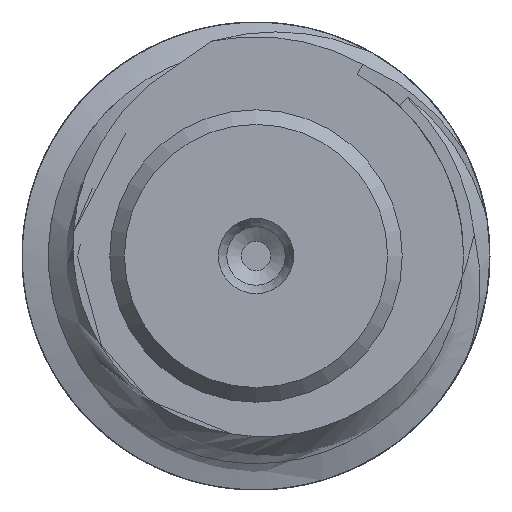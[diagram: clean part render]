
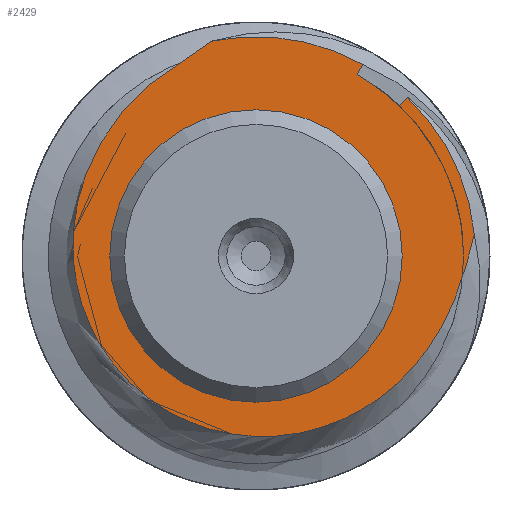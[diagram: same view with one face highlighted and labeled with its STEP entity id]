
A CAD part, front view. The second image highlights one B-rep face of the part: STEP entity #2429.
In plain terms, the highlighted planar face has unit normal (0, -1, 0).
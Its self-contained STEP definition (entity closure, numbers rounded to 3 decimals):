
#42=FACE_BOUND('',#320,.T.);
#48=PLANE('',#2591);
#181=FACE_OUTER_BOUND('',#319,.T.);
#319=EDGE_LOOP('',(#1866,#1867,#1868,#1869,#1870,#1871));
#320=EDGE_LOOP('',(#1872));
#364=CIRCLE('',#2483,7.1);
#374=CIRCLE('',#2592,7.5);
#375=CIRCLE('',#2593,7.5);
#376=CIRCLE('',#2594,5.);
#581=B_SPLINE_CURVE_WITH_KNOTS('',3,(#10016,#10017,#10018,#10019,#10020,
#10021,#10022,#10023,#10024,#10025,#10026,#10027,#10028,#10029,#10030,#10031,
#10032,#10033,#10034,#10035,#10036,#10037,#10038,#10039,#10040,#10041,#10042,
#10043,#10044,#10045,#10046,#10047),.UNSPECIFIED.,.F.,.F.,(4,2,2,2,2,2,
2,2,2,2,2,2,2,2,2,4),(-2.486,-2.142,-2.051,
-1.812,-1.696,-1.585,-1.36,-1.253,
-1.147,-0.941,-0.885,-0.652,
-0.594,-0.353,-0.161,0.),
 .UNSPECIFIED.);
#699=LINE('',#10011,#813);
#700=LINE('',#10013,#814);
#813=VECTOR('',#2967,10.);
#814=VECTOR('',#2968,10.);
#833=VERTEX_POINT('',#3098);
#834=VERTEX_POINT('',#3109);
#1042=VERTEX_POINT('',#10008);
#1043=VERTEX_POINT('',#10009);
#1044=VERTEX_POINT('',#10012);
#1045=VERTEX_POINT('',#10014);
#1046=VERTEX_POINT('',#10048);
#1084=EDGE_CURVE('',#834,#833,#364,.T.);
#1389=EDGE_CURVE('',#1042,#1043,#374,.T.);
#1390=EDGE_CURVE('',#1043,#834,#699,.T.);
#1391=EDGE_CURVE('',#833,#1044,#700,.T.);
#1392=EDGE_CURVE('',#1044,#1045,#375,.T.);
#1393=EDGE_CURVE('',#1045,#1042,#581,.T.);
#1394=EDGE_CURVE('',#1046,#1046,#376,.T.);
#1866=ORIENTED_EDGE('',*,*,#1389,.T.);
#1867=ORIENTED_EDGE('',*,*,#1390,.T.);
#1868=ORIENTED_EDGE('',*,*,#1084,.T.);
#1869=ORIENTED_EDGE('',*,*,#1391,.T.);
#1870=ORIENTED_EDGE('',*,*,#1392,.T.);
#1871=ORIENTED_EDGE('',*,*,#1393,.T.);
#1872=ORIENTED_EDGE('',*,*,#1394,.T.);
#2429=ADVANCED_FACE('',(#181,#42),#48,.T.);
#2483=AXIS2_PLACEMENT_3D('',#3110,#2652,#2653);
#2591=AXIS2_PLACEMENT_3D('',#10007,#2963,#2964);
#2592=AXIS2_PLACEMENT_3D('',#10010,#2965,#2966);
#2593=AXIS2_PLACEMENT_3D('',#10015,#2969,#2970);
#2594=AXIS2_PLACEMENT_3D('',#10049,#2971,#2972);
#2652=DIRECTION('center_axis',(0.,-1.,0.));
#2653=DIRECTION('ref_axis',(-1.,0.,0.));
#2963=DIRECTION('center_axis',(0.,-1.,0.));
#2964=DIRECTION('ref_axis',(0.,0.,-1.));
#2965=DIRECTION('center_axis',(0.,-1.,0.));
#2966=DIRECTION('ref_axis',(1.,0.,0.));
#2967=DIRECTION('',(-0.689,0.,-0.724));
#2968=DIRECTION('',(0.487,0.,0.873));
#2969=DIRECTION('center_axis',(0.,-1.,0.));
#2970=DIRECTION('ref_axis',(1.,0.,0.));
#2971=DIRECTION('center_axis',(0.,1.,0.));
#2972=DIRECTION('ref_axis',(-1.,0.,0.));
#3098=CARTESIAN_POINT('',(3.457,-215.025,6.201));
#3109=CARTESIAN_POINT('',(4.894,-215.025,5.144));
#3110=CARTESIAN_POINT('Origin',(0.,-215.025,0.));
#10007=CARTESIAN_POINT('Origin',(-8.,-215.025,0.));
#10008=CARTESIAN_POINT('',(7.463,-215.025,0.743));
#10009=CARTESIAN_POINT('',(5.17,-215.025,5.433));
#10010=CARTESIAN_POINT('Origin',(0.,-215.025,0.));
#10011=CARTESIAN_POINT('',(5.17,-215.025,5.433));
#10012=CARTESIAN_POINT('',(3.652,-215.025,6.551));
#10013=CARTESIAN_POINT('',(3.457,-215.025,6.201));
#10014=CARTESIAN_POINT('',(-1.521,-215.025,7.344));
#10015=CARTESIAN_POINT('Origin',(0.,-215.025,0.));
#10016=CARTESIAN_POINT('Ctrl Pts',(-1.521,-215.025,7.344));
#10017=CARTESIAN_POINT('Ctrl Pts',(-2.323,-215.025,6.82));
#10018=CARTESIAN_POINT('Ctrl Pts',(-3.83,-215.025,6.041));
#10019=CARTESIAN_POINT('Ctrl Pts',(-5.281,-215.025,3.945));
#10020=CARTESIAN_POINT('Ctrl Pts',(-5.489,-215.025,3.548));
#10021=CARTESIAN_POINT('Ctrl Pts',(-6.007,-215.025,2.417));
#10022=CARTESIAN_POINT('Ctrl Pts',(-6.22,-215.025,1.531));
#10023=CARTESIAN_POINT('Ctrl Pts',(-6.274,-215.025,0.194));
#10024=CARTESIAN_POINT('Ctrl Pts',(-6.249,-215.025,-0.248));
#10025=CARTESIAN_POINT('Ctrl Pts',(-6.113,-215.025,-1.106));
#10026=CARTESIAN_POINT('Ctrl Pts',(-6.006,-215.025,
-1.518));
#10027=CARTESIAN_POINT('Ctrl Pts',(-5.564,-215.025,
-2.723));
#10028=CARTESIAN_POINT('Ctrl Pts',(-5.114,-215.025,-3.464));
#10029=CARTESIAN_POINT('Ctrl Pts',(-4.254,-215.025,-4.394));
#10030=CARTESIAN_POINT('Ctrl Pts',(-3.951,-215.025,
-4.666));
#10031=CARTESIAN_POINT('Ctrl Pts',(-3.296,-215.025,
-5.149));
#10032=CARTESIAN_POINT('Ctrl Pts',(-2.946,-215.025,-5.36));
#10033=CARTESIAN_POINT('Ctrl Pts',(-1.87,-215.025,-5.875));
#10034=CARTESIAN_POINT('Ctrl Pts',(-1.106,-215.025,-6.082));
#10035=CARTESIAN_POINT('Ctrl Pts',(-0.111,-215.025,-6.167));
#10036=CARTESIAN_POINT('Ctrl Pts',(0.103,-215.025,-6.175));
#10037=CARTESIAN_POINT('Ctrl Pts',(1.201,-215.025,-6.16));
#10038=CARTESIAN_POINT('Ctrl Pts',(2.077,-215.025,-5.971));
#10039=CARTESIAN_POINT('Ctrl Pts',(3.092,-215.025,-5.53));
#10040=CARTESIAN_POINT('Ctrl Pts',(3.29,-215.025,-5.432));
#10041=CARTESIAN_POINT('Ctrl Pts',(4.269,-215.025,-4.89));
#10042=CARTESIAN_POINT('Ctrl Pts',(4.965,-215.025,-4.306));
#10043=CARTESIAN_POINT('Ctrl Pts',(5.994,-215.025,-3.056));
#10044=CARTESIAN_POINT('Ctrl Pts',(6.47,-215.025,-2.316));
#10045=CARTESIAN_POINT('Ctrl Pts',(7.18,-215.025,-0.482));
#10046=CARTESIAN_POINT('Ctrl Pts',(7.319,-215.025,0.225));
#10047=CARTESIAN_POINT('Ctrl Pts',(7.463,-215.025,0.743));
#10048=CARTESIAN_POINT('',(5.,-215.025,0.));
#10049=CARTESIAN_POINT('Origin',(0.,-215.025,0.));
